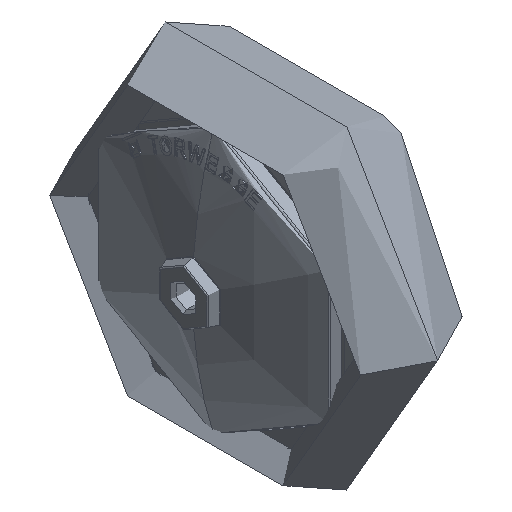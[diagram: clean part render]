
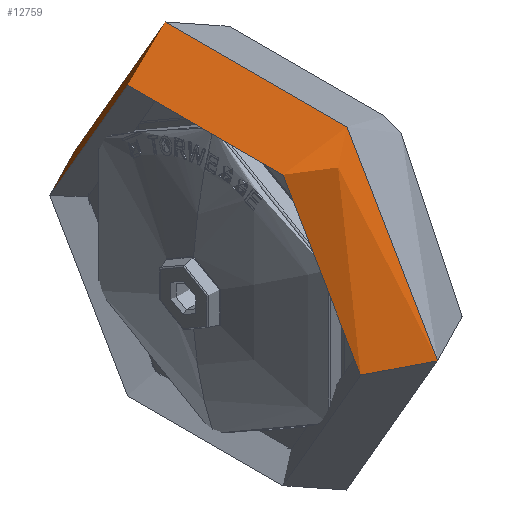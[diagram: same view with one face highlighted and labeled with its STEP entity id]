
A CAD part, isometric view. The second image highlights one B-rep face of the part: STEP entity #12759.
In plain terms, the highlighted free-form (B-spline) face has degree [3, 3] with [4, 4] control points.
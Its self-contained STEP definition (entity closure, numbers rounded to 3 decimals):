
#126 = DIRECTION ( 'NONE',  ( 1., 0., 0. ) ) ;
#329 = DIRECTION ( 'NONE',  ( 0., 0., 1. ) ) ;
#680 = DIRECTION ( 'NONE',  ( 0., 0., -1. ) ) ;
#884 = CARTESIAN_POINT ( 'NONE',  ( 0., 62.5, 0. ) ) ;
#935 = CARTESIAN_POINT ( 'NONE',  ( -17.5, 53.5, 107. ) ) ;
#1341 = CARTESIAN_POINT ( 'NONE',  ( -10.251, 62.5, 125. ) ) ;
#2504 = CARTESIAN_POINT ( 'NONE',  ( -17.5, 58.772, 117.544 ) ) ;
#4208 = CARTESIAN_POINT ( 'NONE',  ( -17.5, -58.772, 0. ) ) ;
#4266 = VERTEX_POINT ( 'NONE', #5106 ) ;
#4426 = CARTESIAN_POINT ( 'NONE',  ( -17.5, -53.5, 0. ) ) ;
#4463 = CARTESIAN_POINT ( 'NONE',  ( -17.5, 0., 0. ) ) ;
#4528 = CARTESIAN_POINT ( 'NONE',  ( 0., -62.5, 0. ) ) ;
#4626 = CARTESIAN_POINT ( 'NONE',  ( -17.5, -53.5, 107. ) ) ;
#4992 = CARTESIAN_POINT ( 'NONE',  ( -17.5, -58.772, 0. ) ) ;
#5106 = CARTESIAN_POINT ( 'NONE',  ( 0., -62.5, 0. ) ) ;
#5651 =( BOUNDED_CURVE ( )  B_SPLINE_CURVE ( 3, ( #11351, #4992, #19335, #10080 ),
 .UNSPECIFIED., .F., .F. ) 
 B_SPLINE_CURVE_WITH_KNOTS ( ( 4, 4 ),
 ( 0., 1.571 ),
 .UNSPECIFIED. ) 
 CURVE ( )  GEOMETRIC_REPRESENTATION_ITEM ( )  RATIONAL_B_SPLINE_CURVE ( ( 1., 0.805, 0.805, 1. ) ) 
 REPRESENTATION_ITEM ( '' )  );
#6129 = FACE_OUTER_BOUND ( 'NONE', #14764, .T. ) ;
#6435 = CARTESIAN_POINT ( 'NONE',  ( 0., 62.5, 0. ) ) ;
#6554 = CARTESIAN_POINT ( 'NONE',  ( -10.251, 62.5, 0. ) ) ;
#6763 = VERTEX_POINT ( 'NONE', #884 ) ;
#6978 = CARTESIAN_POINT ( 'NONE',  ( -17.5, 53.5, 0. ) ) ;
#7056 = CARTESIAN_POINT ( 'NONE',  ( -17.5, -53.5, 0. ) ) ;
#7164 =( BOUNDED_SURFACE ( )  B_SPLINE_SURFACE ( 3, 3, ( 
 ( #4528, #9305, #15817, #7415 ),
 ( #12259, #15715, #1341, #18663 ),
 ( #4208, #9102, #2504, #15616 ),
 ( #4426, #4626, #935, #7824 ) ),
 .UNSPECIFIED., .F., .F., .T. ) 
 B_SPLINE_SURFACE_WITH_KNOTS ( ( 4, 4 ),
 ( 4, 4 ),
 ( 0., 1. ),
 ( 0., 1. ),
 .UNSPECIFIED. ) 
 GEOMETRIC_REPRESENTATION_ITEM ( )  RATIONAL_B_SPLINE_SURFACE ( (
 ( 1., 0.333, 0.333, 1.),
 ( 0.805, 0.268, 0.268, 0.805),
 ( 0.805, 0.268, 0.268, 0.805),
 ( 1., 0.333, 0.333, 1.) ) ) 
 REPRESENTATION_ITEM ( '' )  SURFACE ( )  );
#7415 = CARTESIAN_POINT ( 'NONE',  ( 0., 62.5, 0. ) ) ;
#7824 = CARTESIAN_POINT ( 'NONE',  ( -17.5, 53.5, 0. ) ) ;
#9102 = CARTESIAN_POINT ( 'NONE',  ( -17.5, -58.772, 117.544 ) ) ;
#9190 = ORIENTED_EDGE ( 'NONE', *, *, #17842, .F. ) ;
#9215 = EDGE_CURVE ( 'NONE', #6763, #13075, #12266, .T. ) ;
#9305 = CARTESIAN_POINT ( 'NONE',  ( 0., -62.5, 125. ) ) ;
#10080 = CARTESIAN_POINT ( 'NONE',  ( 0., -62.5, 0. ) ) ;
#10185 = ORIENTED_EDGE ( 'NONE', *, *, #9215, .T. ) ;
#10950 = AXIS2_PLACEMENT_3D ( 'NONE', #4463, #126, #329 ) ;
#11084 = CARTESIAN_POINT ( 'NONE',  ( -17.5, 53.5, 0. ) ) ;
#11294 = CARTESIAN_POINT ( 'NONE',  ( -17.5, 58.772, 0. ) ) ;
#11351 = CARTESIAN_POINT ( 'NONE',  ( -17.5, -53.5, 0. ) ) ;
#11368 = VERTEX_POINT ( 'NONE', #7056 ) ;
#12259 = CARTESIAN_POINT ( 'NONE',  ( -10.251, -62.5, 0. ) ) ;
#12266 =( BOUNDED_CURVE ( )  B_SPLINE_CURVE ( 3, ( #6435, #6554, #11294, #11084 ),
 .UNSPECIFIED., .F., .F. ) 
 B_SPLINE_CURVE_WITH_KNOTS ( ( 4, 4 ),
 ( 4.712, 6.283 ),
 .UNSPECIFIED. ) 
 CURVE ( )  GEOMETRIC_REPRESENTATION_ITEM ( )  RATIONAL_B_SPLINE_CURVE ( ( 1., 0.805, 0.805, 1. ) ) 
 REPRESENTATION_ITEM ( '' )  );
#12759 = ADVANCED_FACE ( 'NONE', ( #6129 ), #7164, .F. ) ;
#13075 = VERTEX_POINT ( 'NONE', #6978 ) ;
#14764 = EDGE_LOOP ( 'NONE', ( #18375, #19002, #9190, #10185 ) ) ;
#15039 = DIRECTION ( 'NONE',  ( 1., 0., 0. ) ) ;
#15166 = EDGE_CURVE ( 'NONE', #11368, #4266, #5651, .T. ) ;
#15382 = EDGE_CURVE ( 'NONE', #13075, #11368, #19675, .T. ) ;
#15616 = CARTESIAN_POINT ( 'NONE',  ( -17.5, 58.772, 0. ) ) ;
#15715 = CARTESIAN_POINT ( 'NONE',  ( -10.251, -62.5, 125. ) ) ;
#15817 = CARTESIAN_POINT ( 'NONE',  ( 0., 62.5, 125. ) ) ;
#16379 = AXIS2_PLACEMENT_3D ( 'NONE', #16827, #15039, #680 ) ;
#16751 = CIRCLE ( 'NONE', #16379, 62.5 ) ;
#16827 = CARTESIAN_POINT ( 'NONE',  ( 0., 0., 0. ) ) ;
#17842 = EDGE_CURVE ( 'NONE', #6763, #4266, #16751, .T. ) ;
#18375 = ORIENTED_EDGE ( 'NONE', *, *, #15382, .T. ) ;
#18663 = CARTESIAN_POINT ( 'NONE',  ( -10.251, 62.5, 0. ) ) ;
#19002 = ORIENTED_EDGE ( 'NONE', *, *, #15166, .T. ) ;
#19335 = CARTESIAN_POINT ( 'NONE',  ( -10.251, -62.5, 0. ) ) ;
#19675 = CIRCLE ( 'NONE', #10950, 53.5 ) ;
